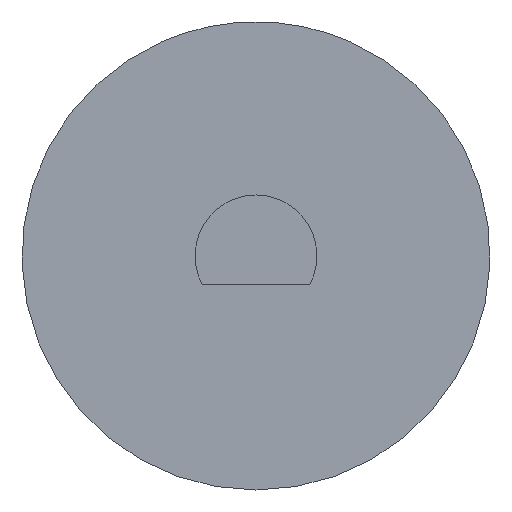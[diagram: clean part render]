
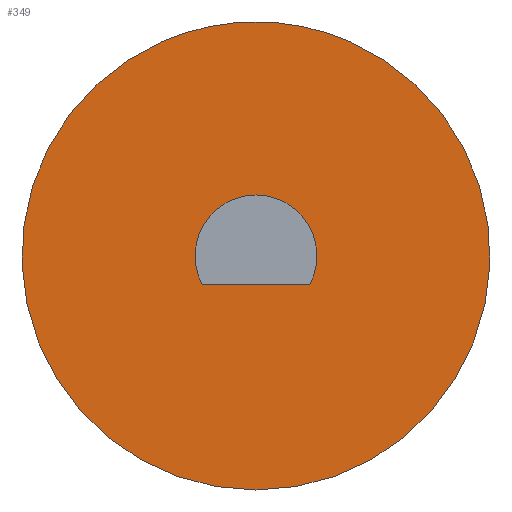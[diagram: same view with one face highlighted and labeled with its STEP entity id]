
A CAD part, front view. The second image highlights one B-rep face of the part: STEP entity #349.
In plain terms, the highlighted planar face has unit normal (0, -1, 0).
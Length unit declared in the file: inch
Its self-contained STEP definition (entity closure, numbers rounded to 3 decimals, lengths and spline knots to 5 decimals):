
#66 = AXIS2_PLACEMENT_3D ( 'NONE', #1273, #2606, #1706 ) ;
#111 = DIRECTION ( 'NONE',  ( 0., -1., 0. ) ) ;
#145 = DIRECTION ( 'NONE',  ( 0., 0., -1. ) ) ;
#170 = DIRECTION ( 'NONE',  ( 1., 0., 0. ) ) ;
#179 = ORIENTED_EDGE ( 'NONE', *, *, #2268, .T. ) ;
#312 = AXIS2_PLACEMENT_3D ( 'NONE', #5281, #111, #145 ) ;
#349 = ADVANCED_FACE ( 'NONE', ( #5305, #2063 ), #5729, .T. ) ;
#371 = VERTEX_POINT ( 'NONE', #4352 ) ;
#485 = AXIS2_PLACEMENT_3D ( 'NONE', #3058, #1687, #656 ) ;
#612 = DIRECTION ( 'NONE',  ( 0., -1., 0. ) ) ;
#656 = DIRECTION ( 'NONE',  ( 0., 0., -1. ) ) ;
#664 = AXIS2_PLACEMENT_3D ( 'NONE', #711, #4405, #170 ) ;
#711 = CARTESIAN_POINT ( 'NONE',  ( 0., 0., 0. ) ) ;
#813 = CARTESIAN_POINT ( 'NONE',  ( 0., 0., 0. ) ) ;
#945 = ORIENTED_EDGE ( 'NONE', *, *, #3278, .T. ) ;
#1072 = CIRCLE ( 'NONE', #485, 0.25 ) ;
#1079 = ORIENTED_EDGE ( 'NONE', *, *, #1322, .T. ) ;
#1158 = VERTEX_POINT ( 'NONE', #3859 ) ;
#1273 = CARTESIAN_POINT ( 'NONE',  ( 0., 0., 0. ) ) ;
#1322 = EDGE_CURVE ( 'NONE', #6088, #5408, #1072, .T. ) ;
#1334 = CARTESIAN_POINT ( 'NONE',  ( -0.1, 0., 0.22913 ) ) ;
#1381 = LINE ( 'NONE', #3317, #5359 ) ;
#1419 = AXIS2_PLACEMENT_3D ( 'NONE', #2170, #3596, #4549 ) ;
#1432 = CARTESIAN_POINT ( 'NONE',  ( 0., 0., -0.25 ) ) ;
#1513 = CIRCLE ( 'NONE', #1419, 0.25 ) ;
#1574 = EDGE_CURVE ( 'NONE', #4252, #6088, #4344, .T. ) ;
#1673 = CIRCLE ( 'NONE', #2766, 0.25 ) ;
#1687 = DIRECTION ( 'NONE',  ( 0., -1., 0. ) ) ;
#1706 = DIRECTION ( 'NONE',  ( 0., 0., -1. ) ) ;
#1784 = EDGE_CURVE ( 'NONE', #5408, #1158, #1673, .T. ) ;
#1790 = EDGE_LOOP ( 'NONE', ( #3231, #4612 ) ) ;
#1795 = DIRECTION ( 'NONE',  ( 1., 0., 0. ) ) ;
#2063 = FACE_BOUND ( 'NONE', #1790, .T. ) ;
#2170 = CARTESIAN_POINT ( 'NONE',  ( 0., 0., 0. ) ) ;
#2268 = EDGE_CURVE ( 'NONE', #1158, #6025, #5000, .T. ) ;
#2326 = CIRCLE ( 'NONE', #664, 0.0651 ) ;
#2603 = ORIENTED_EDGE ( 'NONE', *, *, #1574, .T. ) ;
#2606 = DIRECTION ( 'NONE',  ( 0., -1., 0. ) ) ;
#2766 = AXIS2_PLACEMENT_3D ( 'NONE', #813, #5122, #6076 ) ;
#3036 = EDGE_CURVE ( 'NONE', #371, #5247, #1381, .T. ) ;
#3058 = CARTESIAN_POINT ( 'NONE',  ( 0., 0., 0. ) ) ;
#3231 = ORIENTED_EDGE ( 'NONE', *, *, #3036, .F. ) ;
#3278 = EDGE_CURVE ( 'NONE', #6025, #4252, #1513, .T. ) ;
#3317 = CARTESIAN_POINT ( 'NONE',  ( 0., 0., -0.03045 ) ) ;
#3570 = AXIS2_PLACEMENT_3D ( 'NONE', #4380, #612, #5728 ) ;
#3596 = DIRECTION ( 'NONE',  ( 0., -1., 0. ) ) ;
#3859 = CARTESIAN_POINT ( 'NONE',  ( 0.1, 0., 0.22913 ) ) ;
#4252 = VERTEX_POINT ( 'NONE', #4268 ) ;
#4268 = CARTESIAN_POINT ( 'NONE',  ( -0.0225, 0., 0.24899 ) ) ;
#4344 = CIRCLE ( 'NONE', #3570, 0.25 ) ;
#4352 = CARTESIAN_POINT ( 'NONE',  ( -0.05754, 0., -0.03045 ) ) ;
#4380 = CARTESIAN_POINT ( 'NONE',  ( 0., 0., 0. ) ) ;
#4405 = DIRECTION ( 'NONE',  ( 0., 1., 0. ) ) ;
#4549 = DIRECTION ( 'NONE',  ( 0., 0., -1. ) ) ;
#4612 = ORIENTED_EDGE ( 'NONE', *, *, #4651, .T. ) ;
#4651 = EDGE_CURVE ( 'NONE', #371, #5247, #2326, .T. ) ;
#4856 = CARTESIAN_POINT ( 'NONE',  ( 0.0225, 0., 0.24899 ) ) ;
#5000 = CIRCLE ( 'NONE', #66, 0.25 ) ;
#5122 = DIRECTION ( 'NONE',  ( 0., -1., 0. ) ) ;
#5247 = VERTEX_POINT ( 'NONE', #5493 ) ;
#5281 = CARTESIAN_POINT ( 'NONE',  ( 0., 0., -0.25 ) ) ;
#5305 = FACE_OUTER_BOUND ( 'NONE', #5657, .T. ) ;
#5359 = VECTOR ( 'NONE', #1795, 39.37008 ) ;
#5408 = VERTEX_POINT ( 'NONE', #1432 ) ;
#5425 = ORIENTED_EDGE ( 'NONE', *, *, #1784, .T. ) ;
#5493 = CARTESIAN_POINT ( 'NONE',  ( 0.05754, 0., -0.03045 ) ) ;
#5657 = EDGE_LOOP ( 'NONE', ( #179, #945, #2603, #1079, #5425 ) ) ;
#5728 = DIRECTION ( 'NONE',  ( 0., 0., -1. ) ) ;
#5729 = PLANE ( 'NONE',  #312 ) ;
#6025 = VERTEX_POINT ( 'NONE', #4856 ) ;
#6076 = DIRECTION ( 'NONE',  ( 0., 0., -1. ) ) ;
#6088 = VERTEX_POINT ( 'NONE', #1334 ) ;
